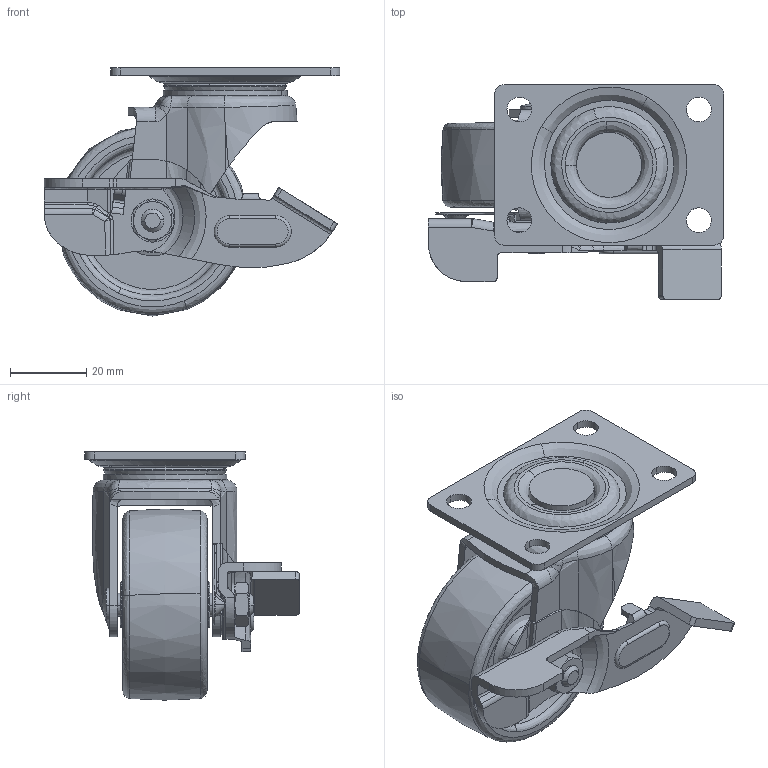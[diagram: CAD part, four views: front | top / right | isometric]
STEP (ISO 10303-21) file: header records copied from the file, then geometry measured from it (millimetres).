
FILE_DESCRIPTION((''),'2;1');
FILE_NAME('','2005-12-16T11:46:56',(''),(''),'','CADfix','');
FILE_SCHEMA(('AUTOMOTIVE_DESIGN'));
Length unit declared in the file: millimetre
Products named in the file (8): wheel; plate; mounting plate; main shaft; lever; body; axle; No_103_NS_18412_36
Assembly tree (7 placements, depth 2):
  No_103_NS_18412_36
    wheel
    plate
    mounting plate
    main shaft
    lever
    body
    axle
Bounding box: 77.33 x 56.14 x 65 mm (x, y, z)
Volume: 47767.9 mm3; surface area: 31594.7 mm2
Topology: 7 solids, 7 shells, 443 faces, 1307 edges, 886 vertices
Faces by surface type: bspline 443
Entity records: 19260 total; most frequent: CARTESIAN_POINT 12142, ORIENTED_EDGE 2590, EDGE_CURVE 1295, VERTEX_POINT 884, EDGE_LOOP 485, FACE_OUTER_BOUND 442, ADVANCED_FACE 442, QUASI_UNIFORM_CURVE 403
